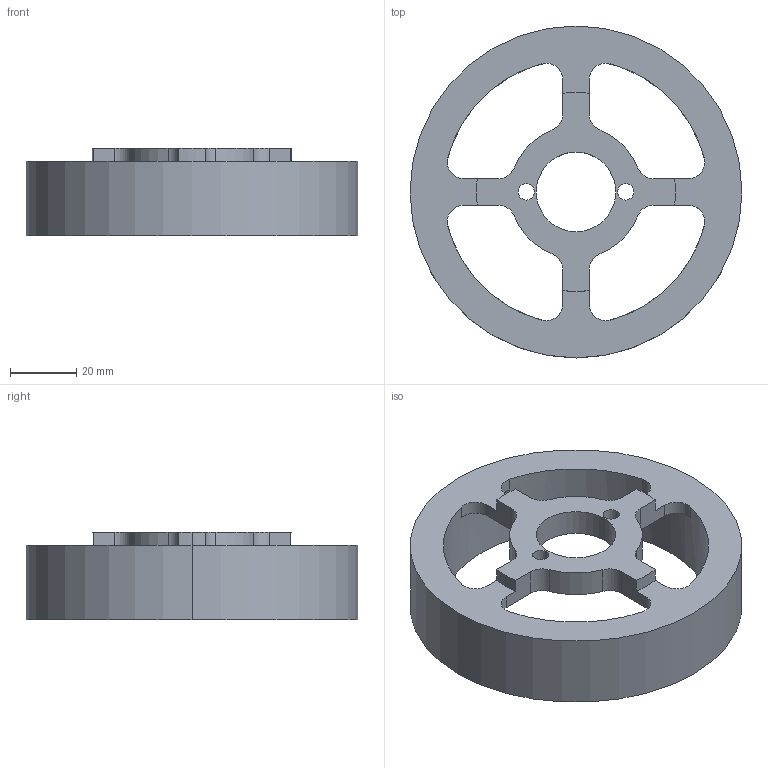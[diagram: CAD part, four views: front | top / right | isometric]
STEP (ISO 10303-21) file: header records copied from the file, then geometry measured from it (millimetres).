
FILE_DESCRIPTION (( 'STEP AP203' ), '1' );
FILE_NAME ('platine 200.STEP', '2017-07-27T15:52:08', ( '' ), ( '' ), 'SwSTEP 2.0', 'SolidWorks 2017', '' );
FILE_SCHEMA (( 'CONFIG_CONTROL_DESIGN' ));
Length unit declared in the file: millimetre
Products named in the file (1): platine 200
Bounding box: 100 x 100 x 26.5 mm (x, y, z)
Volume: 73947.3 mm3; surface area: 24062.6 mm2
Topology: 1 solids, 1 shells, 369 faces, 1011 edges, 674 vertices
Faces by surface type: plane 194, bspline 138, cylinder 37
Entity records: 18132 total; most frequent: CARTESIAN_POINT 9521, ORIENTED_EDGE 2022, DIRECTION 1281, EDGE_CURVE 1011, VERTEX_POINT 674, VECTOR 653, LINE 653, EDGE_LOOP 413
